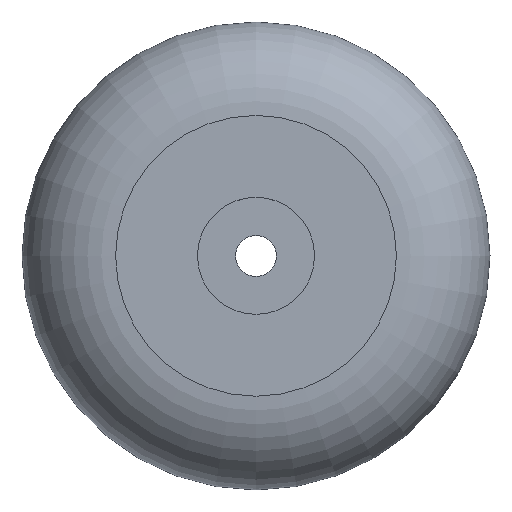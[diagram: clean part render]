
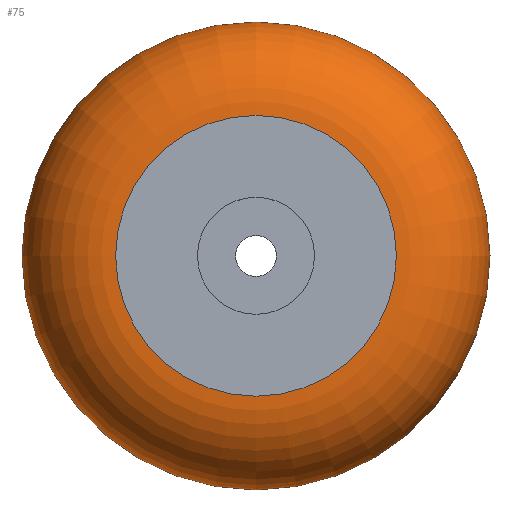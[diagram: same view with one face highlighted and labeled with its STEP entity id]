
A CAD part, top view. The second image highlights one B-rep face of the part: STEP entity #75.
In plain terms, the highlighted toroidal (fillet/blend) face has major radius 6 mm and minor radius 4 mm.
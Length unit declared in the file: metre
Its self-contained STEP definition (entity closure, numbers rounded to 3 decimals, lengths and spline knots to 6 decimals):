
#12=TOROIDAL_SURFACE('',#99,0.006,0.004);
#22=ORIENTED_EDGE('',*,*,#32,.T.);
#23=ORIENTED_EDGE('',*,*,#31,.F.);
#31=EDGE_CURVE('',#37,#37,#43,.T.);
#32=EDGE_CURVE('',#38,#38,#44,.T.);
#37=VERTEX_POINT('',#139);
#38=VERTEX_POINT('',#142);
#43=CIRCLE('',#96,0.006);
#44=CIRCLE('',#98,0.01);
#52=EDGE_LOOP('',(#22));
#53=EDGE_LOOP('',(#23));
#64=FACE_BOUND('',#52,.T.);
#65=FACE_BOUND('',#53,.T.);
#75=ADVANCED_FACE('',(#64,#65),#12,.T.);
#96=AXIS2_PLACEMENT_3D('',#138,#115,#116);
#98=AXIS2_PLACEMENT_3D('',#141,#119,#120);
#99=AXIS2_PLACEMENT_3D('',#143,#121,#122);
#115=DIRECTION('',(0.,0.,1.));
#116=DIRECTION('',(1.,0.,0.));
#119=DIRECTION('',(0.,0.,1.));
#120=DIRECTION('',(1.,0.,0.));
#121=DIRECTION('',(0.,0.,1.));
#122=DIRECTION('',(1.,0.,0.));
#138=CARTESIAN_POINT('',(0.,0.,0.004));
#139=CARTESIAN_POINT('',(0.006,0.,0.004));
#141=CARTESIAN_POINT('',(0.,0.,0.));
#142=CARTESIAN_POINT('',(0.01,0.,0.));
#143=CARTESIAN_POINT('',(0.,0.,0.));
